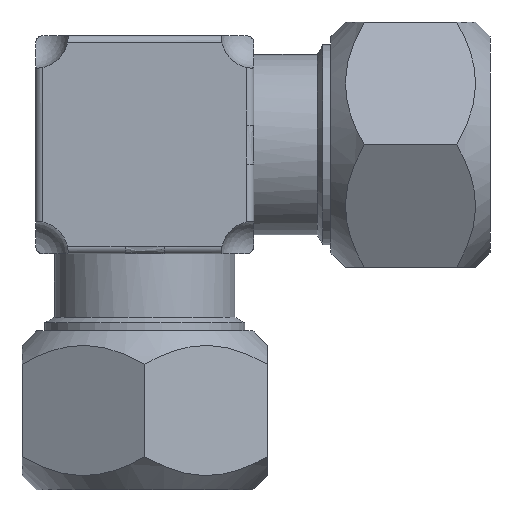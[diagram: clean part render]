
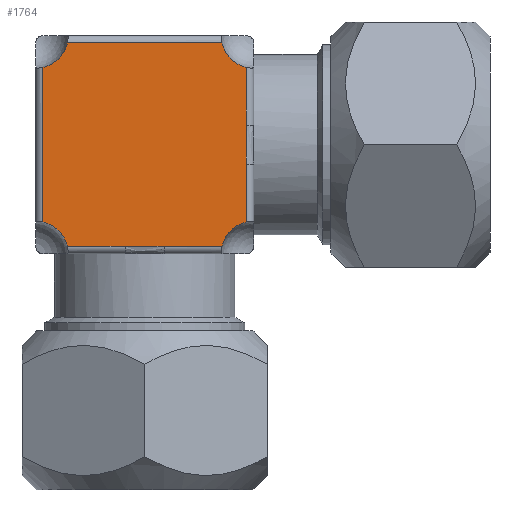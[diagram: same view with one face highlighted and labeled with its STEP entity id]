
A CAD part, left-side view. The second image highlights one B-rep face of the part: STEP entity #1764.
In plain terms, the highlighted planar face has unit normal (-1, 0, 0).
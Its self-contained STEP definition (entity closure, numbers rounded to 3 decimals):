
#1085 = CARTESIAN_POINT ( 'NONE',  ( -10.5, -11.2, 8.502 ) ) ;
#1600 = VERTEX_POINT ( 'NONE', #3138 ) ;
#1607 = VERTEX_POINT ( 'NONE', #3084 ) ;
#1699 = EDGE_CURVE ( 'NONE', #1888, #1607, #3282, .T. ) ;
#1702 = EDGE_CURVE ( 'NONE', #1607, #1909, #3281, .T. ) ;
#1703 = ORIENTED_EDGE ( 'NONE', *, *, #1702, .T. ) ;
#1717 = EDGE_CURVE ( 'NONE', #1726, #1718, #3180, .T. ) ;
#1718 = VERTEX_POINT ( 'NONE', #3365 ) ;
#1719 = ORIENTED_EDGE ( 'NONE', *, *, #1720, .T. ) ;
#1720 = EDGE_CURVE ( 'NONE', #1718, #1721, #3363, .T. ) ;
#1721 = VERTEX_POINT ( 'NONE', #3364 ) ;
#1722 = EDGE_CURVE ( 'NONE', #1730, #1723, #3362, .T. ) ;
#1723 = VERTEX_POINT ( 'NONE', #3348 ) ;
#1724 = ORIENTED_EDGE ( 'NONE', *, *, #1725, .F. ) ;
#1725 = EDGE_CURVE ( 'NONE', #1726, #1723, #3109, .T. ) ;
#1726 = VERTEX_POINT ( 'NONE', #3518 ) ;
#1727 = ORIENTED_EDGE ( 'NONE', *, *, #1717, .T. ) ;
#1728 = ORIENTED_EDGE ( 'NONE', *, *, #1729, .F. ) ;
#1729 = EDGE_CURVE ( 'NONE', #1730, #1740, #3443, .T. ) ;
#1730 = VERTEX_POINT ( 'NONE', #3438 ) ;
#1731 = ORIENTED_EDGE ( 'NONE', *, *, #1722, .T. ) ;
#1737 = ORIENTED_EDGE ( 'NONE', *, *, #1833, .F. ) ;
#1738 = ORIENTED_EDGE ( 'NONE', *, *, #1739, .T. ) ;
#1739 = EDGE_CURVE ( 'NONE', #1742, #1740, #3425, .T. ) ;
#1740 = VERTEX_POINT ( 'NONE', #3572 ) ;
#1741 = EDGE_CURVE ( 'NONE', #1742, #1909, #3570, .T. ) ;
#1742 = VERTEX_POINT ( 'NONE', #3571 ) ;
#1764 = ADVANCED_FACE ( 'NONE', ( #3614 ), #3613, .F. ) ;
#1778 = ORIENTED_EDGE ( 'NONE', *, *, #1779, .T. ) ;
#1779 = EDGE_CURVE ( 'NONE', #1721, #1834, #3493, .T. ) ;
#1810 = ORIENTED_EDGE ( 'NONE', *, *, #1741, .F. ) ;
#1833 = EDGE_CURVE ( 'NONE', #1600, #1834, #3815, .T. ) ;
#1834 = VERTEX_POINT ( 'NONE', #3816 ) ;
#1886 = ORIENTED_EDGE ( 'NONE', *, *, #1887, .T. ) ;
#1887 = EDGE_CURVE ( 'NONE', #1600, #1888, #3669, .T. ) ;
#1888 = VERTEX_POINT ( 'NONE', #3665 ) ;
#1889 = ORIENTED_EDGE ( 'NONE', *, *, #1699, .T. ) ;
#1909 = VERTEX_POINT ( 'NONE', #1085 ) ;
#1921 = EDGE_LOOP ( 'NONE', ( #1737, #1886, #1889, #1703, #1810, #1738, #1728, #1731, #1724, #1727, #1719, #1778 ) ) ;
#2809 = CARTESIAN_POINT ( 'NONE',  ( -10.5, 12., -12. ) ) ;
#3084 = CARTESIAN_POINT ( 'NONE',  ( -10.5, -11.2, 2.143 ) ) ;
#3108 = AXIS2_PLACEMENT_3D ( 'NONE', #2809, #3520, #3519 ) ;
#3109 = CIRCLE ( 'NONE', #3108, 3.588 ) ;
#3138 = CARTESIAN_POINT ( 'NONE',  ( -10.5, -11.2, -8.502 ) ) ;
#3180 = LINE ( 'NONE', #3378, #3377 ) ;
#3268 = DIRECTION ( 'NONE',  ( 0., 0., 1. ) ) ;
#3269 = CARTESIAN_POINT ( 'NONE',  ( -10.5, -11.2, 2.143 ) ) ;
#3270 = CARTESIAN_POINT ( 'NONE',  ( -10.5, -11.2, 1.786 ) ) ;
#3271 = CARTESIAN_POINT ( 'NONE',  ( -10.5, -11.211, 1.429 ) ) ;
#3272 = CARTESIAN_POINT ( 'NONE',  ( -10.5, -11.228, 0.715 ) ) ;
#3273 = CARTESIAN_POINT ( 'NONE',  ( -10.5, -11.235, 0.357 ) ) ;
#3274 = CARTESIAN_POINT ( 'NONE',  ( -10.5, -11.235, -0.357 ) ) ;
#3275 = CARTESIAN_POINT ( 'NONE',  ( -10.5, -11.228, -0.714 ) ) ;
#3276 = CARTESIAN_POINT ( 'NONE',  ( -10.5, -11.211, -1.429 ) ) ;
#3277 = CARTESIAN_POINT ( 'NONE',  ( -10.5, -11.2, -1.786 ) ) ;
#3278 = CARTESIAN_POINT ( 'NONE',  ( -10.5, -11.2, -2.143 ) ) ;
#3279 = VECTOR ( 'NONE', #3268, 1000. ) ;
#3280 = CARTESIAN_POINT ( 'NONE',  ( -10.5, -11.2, 12. ) ) ;
#3281 = LINE ( 'NONE', #3280, #3279 ) ;
#3282 = B_SPLINE_CURVE_WITH_KNOTS ( 'NONE', 3,
 ( #3278, #3277, #3276, #3275, #3274, #3273, #3272, #3271, #3270, #3269 ),
 .UNSPECIFIED., .F., .F.,
 ( 4, 2, 2, 2, 4 ),
 ( 0., 0.001, 0.002, 0.003, 0.004 ),
 .UNSPECIFIED. ) ;
#3348 = CARTESIAN_POINT ( 'NONE',  ( -10.5, 11.2, -8.502 ) ) ;
#3349 = DIRECTION ( 'NONE',  ( 0., 0., -1. ) ) ;
#3350 = VECTOR ( 'NONE', #3349, 1000. ) ;
#3351 = CARTESIAN_POINT ( 'NONE',  ( -10.5, -2.143, -11.2 ) ) ;
#3352 = CARTESIAN_POINT ( 'NONE',  ( -10.5, -1.786, -11.2 ) ) ;
#3353 = CARTESIAN_POINT ( 'NONE',  ( -10.5, -1.429, -11.211 ) ) ;
#3354 = CARTESIAN_POINT ( 'NONE',  ( -10.5, -0.715, -11.228 ) ) ;
#3355 = CARTESIAN_POINT ( 'NONE',  ( -10.5, -0.357, -11.235 ) ) ;
#3356 = CARTESIAN_POINT ( 'NONE',  ( -10.5, 0.357, -11.235 ) ) ;
#3357 = CARTESIAN_POINT ( 'NONE',  ( -10.5, 0.714, -11.228 ) ) ;
#3358 = CARTESIAN_POINT ( 'NONE',  ( -10.5, 1.429, -11.211 ) ) ;
#3359 = CARTESIAN_POINT ( 'NONE',  ( -10.5, 1.786, -11.2 ) ) ;
#3360 = CARTESIAN_POINT ( 'NONE',  ( -10.5, 2.143, -11.2 ) ) ;
#3361 = CARTESIAN_POINT ( 'NONE',  ( -10.5, 11.2, -12. ) ) ;
#3362 = LINE ( 'NONE', #3361, #3350 ) ;
#3363 = B_SPLINE_CURVE_WITH_KNOTS ( 'NONE', 3,
 ( #3360, #3359, #3358, #3357, #3356, #3355, #3354, #3353, #3352, #3351 ),
 .UNSPECIFIED., .F., .F.,
 ( 4, 2, 2, 2, 4 ),
 ( 0., 0.001, 0.002, 0.003, 0.004 ),
 .UNSPECIFIED. ) ;
#3364 = CARTESIAN_POINT ( 'NONE',  ( -10.5, -2.143, -11.2 ) ) ;
#3365 = CARTESIAN_POINT ( 'NONE',  ( -10.5, 2.143, -11.2 ) ) ;
#3376 = DIRECTION ( 'NONE',  ( 0., -1., 0. ) ) ;
#3377 = VECTOR ( 'NONE', #3376, 1000. ) ;
#3378 = CARTESIAN_POINT ( 'NONE',  ( -10.5, -12., -11.2 ) ) ;
#3422 = DIRECTION ( 'NONE',  ( 0., 1., 0. ) ) ;
#3423 = VECTOR ( 'NONE', #3422, 1000. ) ;
#3424 = CARTESIAN_POINT ( 'NONE',  ( -10.5, 12., 11.2 ) ) ;
#3425 = LINE ( 'NONE', #3424, #3423 ) ;
#3438 = CARTESIAN_POINT ( 'NONE',  ( -10.5, 11.2, 8.502 ) ) ;
#3439 = DIRECTION ( 'NONE',  ( 0., 0., -1. ) ) ;
#3440 = DIRECTION ( 'NONE',  ( -1., 0., 0. ) ) ;
#3441 = CARTESIAN_POINT ( 'NONE',  ( -10.5, 12., 12. ) ) ;
#3442 = AXIS2_PLACEMENT_3D ( 'NONE', #3441, #3440, #3439 ) ;
#3443 = CIRCLE ( 'NONE', #3442, 3.588 ) ;
#3490 = DIRECTION ( 'NONE',  ( 0., -1., 0. ) ) ;
#3491 = VECTOR ( 'NONE', #3490, 1000. ) ;
#3492 = CARTESIAN_POINT ( 'NONE',  ( -10.5, -12., -11.2 ) ) ;
#3493 = LINE ( 'NONE', #3492, #3491 ) ;
#3518 = CARTESIAN_POINT ( 'NONE',  ( -10.5, 8.502, -11.2 ) ) ;
#3519 = DIRECTION ( 'NONE',  ( 0., 0., -1. ) ) ;
#3520 = DIRECTION ( 'NONE',  ( -1., 0., 0. ) ) ;
#3566 = DIRECTION ( 'NONE',  ( 0., 0., -1. ) ) ;
#3567 = DIRECTION ( 'NONE',  ( -1., 0., 0. ) ) ;
#3568 = CARTESIAN_POINT ( 'NONE',  ( -10.5, -12., 12. ) ) ;
#3569 = AXIS2_PLACEMENT_3D ( 'NONE', #3568, #3567, #3566 ) ;
#3570 = CIRCLE ( 'NONE', #3569, 3.588 ) ;
#3571 = CARTESIAN_POINT ( 'NONE',  ( -10.5, -8.502, 11.2 ) ) ;
#3572 = CARTESIAN_POINT ( 'NONE',  ( -10.5, 8.502, 11.2 ) ) ;
#3608 = DIRECTION ( 'NONE',  ( 0., 0., -1. ) ) ;
#3609 = DIRECTION ( 'NONE',  ( 1., 0., 0. ) ) ;
#3610 = AXIS2_PLACEMENT_3D ( 'NONE', #3612, #3609, #3608 ) ;
#3612 = CARTESIAN_POINT ( 'NONE',  ( -10.5, 0., 0. ) ) ;
#3613 = PLANE ( 'NONE',  #3610 ) ;
#3614 = FACE_OUTER_BOUND ( 'NONE', #1921, .T. ) ;
#3665 = CARTESIAN_POINT ( 'NONE',  ( -10.5, -11.2, -2.143 ) ) ;
#3666 = DIRECTION ( 'NONE',  ( 0., 0., 1. ) ) ;
#3667 = VECTOR ( 'NONE', #3666, 1000. ) ;
#3668 = CARTESIAN_POINT ( 'NONE',  ( -10.5, -11.2, 12. ) ) ;
#3669 = LINE ( 'NONE', #3668, #3667 ) ;
#3811 = DIRECTION ( 'NONE',  ( 0., 0., -1. ) ) ;
#3812 = DIRECTION ( 'NONE',  ( -1., 0., 0. ) ) ;
#3813 = CARTESIAN_POINT ( 'NONE',  ( -10.5, -12., -12. ) ) ;
#3814 = AXIS2_PLACEMENT_3D ( 'NONE', #3813, #3812, #3811 ) ;
#3815 = CIRCLE ( 'NONE', #3814, 3.588 ) ;
#3816 = CARTESIAN_POINT ( 'NONE',  ( -10.5, -8.502, -11.2 ) ) ;
